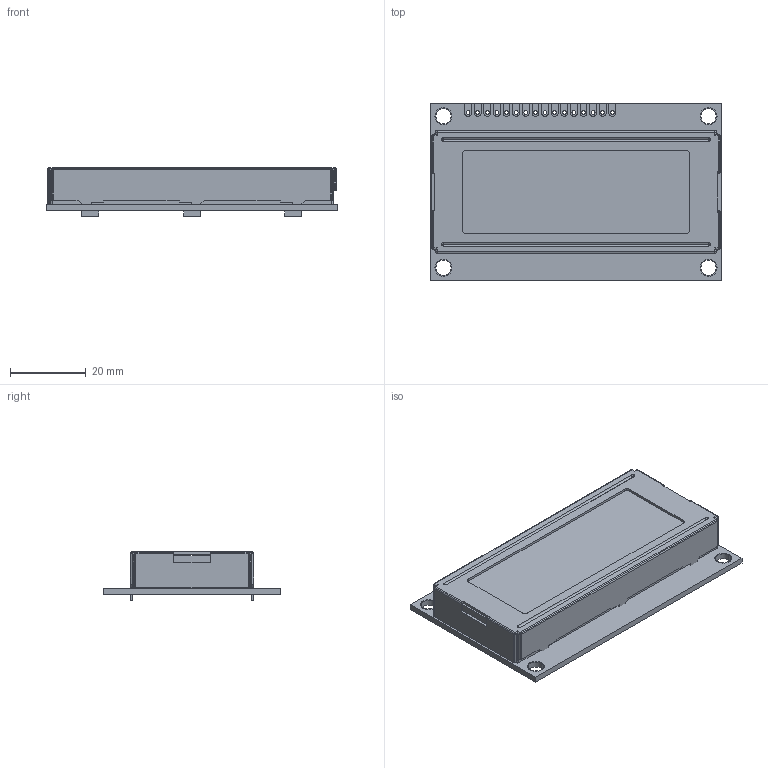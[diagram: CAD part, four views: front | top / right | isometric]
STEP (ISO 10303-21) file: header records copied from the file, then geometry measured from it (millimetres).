
FILE_DESCRIPTION(('STEP AP214'),'1');
FILE_NAME('tmp0.STEP','2018-12-10T12:25:05',(' '),(' '),'Spatial InterOp 3D',' ',' ');
FILE_SCHEMA(('automotive_design'));
Length unit declared in the file: millimetre
Products named in the file (26): 1; 2; 3; 4; 5; 6; 7; 8; 9; 10; 11; 12; 13; 14; 15; 16; 17; 18; 19; 20; 21; 22; 23; 24; 25; 26
Bounding box: 77 x 47 x 12.9 mm (x, y, z)
Volume: 21202 mm3; surface area: 26945.7 mm2
Topology: 26 solids, 26 shells, 490 faces, 1254 edges, 792 vertices
Faces by surface type: plane 270, cylinder 180, sphere 36, torus 4
Entity records: 19282 total; most frequent: DIRECTION 2648, CARTESIAN_POINT 2534, ORIENTED_EDGE 2452, EDGE_CURVE 1226, AXIS2_PLACEMENT_3D 906, LINE 836, VECTOR 836, VERTEX_POINT 792
